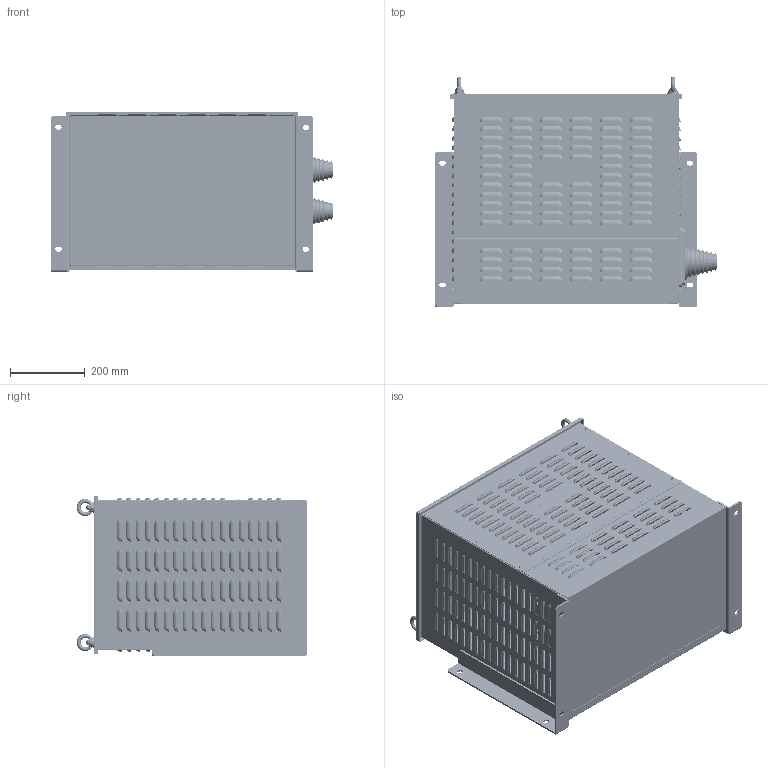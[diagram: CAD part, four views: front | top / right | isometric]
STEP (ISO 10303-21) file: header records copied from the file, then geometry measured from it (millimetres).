
FILE_DESCRIPTION (( 'STEP AP214' ), '1' );
FILE_NAME ('130B2848.STEP', '2015-02-17T15:18:22', ( 'EDV' ), ( 'Microsoft' ), 'SwSTEP 2.0', 'SolidWorks 2014', '' );
FILE_SCHEMA (( 'AUTOMOTIVE_DESIGN' ));
Length unit declared in the file: millimetre
Products named in the file (47): #020-1720; B 0908114; Befestigungswinkel BG50 gekantet; #040-1210; Wickel B 0908114; +1029-0022; #142-0041; Verguss f黵 #020-1720; +1029-0022_Dichtung; Luftspalt 3 f黵 B 0908114; M8x90-DIN84; +1029-0022_Deckel; #143-0134; M8x80-DIN84; Befestigungsschiene BG 50 quer neu; Luftspalt 2 f黵 B 0908114; plain washer grade a_din_Washer DIN 125 - A 4.3; Befestigungsschiene längs #020-1794; Luftspalt 1 f黵 B 0908114; Boden #020-1794; pan head cross recess screw_din_ISO 7045 - M4 x 8 - Z --- 8N; Frontwand oben #020-1794_Mit Kiemen; Baugruppe #020-1794_B 0908114.2; curved spring lock washer_din_Spring washer DIN 128 - A4; Frontwand unten #020-1794_Mit Kiemen; #040-1538; pan head cross recess screw_din_ISO 7045 - M4 x 10 - Z --- 10N; Gehäuseschale #020-1794_Mit Kiemen; M8x25DIN933; curved spring lock washer_din_Spring washer DIN 128 - A8; Socket Head Cap Screw_DIN_DIN 912 M5 x 20 --- 20N; plain washer large_din_Washer DIN 9021 - 8.4; 130B2848; Socket Head Cap Screw_DIN_DIN 912 M5 x 25 --- 25S; M10DIN1587; plain washer grade a_din_Washer DIN 125 - A 8.4; M10DIN582; Hex Nut Style 2 GradeAB_DIN_Hexagon Nut ISO 4033 - M6 - D - N; hex nut gradec_din_Hexagon Nut ISO 4034 - M8 - N; U10DIN9021 ...
Assembly tree (136 placements, depth 4):
  130B2848
    Baugruppe #020-1794_B 0908114.2
      Gehäuseschale #020-1794_Mit Kiemen
      Frontwand unten #020-1794_Mit Kiemen
      Frontwand oben #020-1794_Mit Kiemen
      Boden #020-1794
      Befestigungsschiene längs #020-1794  x2
      Befestigungsschiene BG 50 quer neu  x2
      +1029-0022
        +1029-0022_Deckel
        +1029-0022_Dichtung  x2
      Befestigungswinkel BG50 gekantet  x2
      Quadratrohr BG50  x2
      Deckel BG 50
      Plain Washer Grade A_DIN_Washer DIN 125 - A 10.5  x10
      U10DIN9021  x2
      Hex Nut Style 2 GradeAB_DIN_Hexagon Nut ISO 4033 - M6 - D - N  x4
      M10DIN582  x2
      M10DIN1587  x2
      Socket Head Cap Screw_DIN_DIN 912 M5 x 25 --- 25S  x2
      Socket Head Cap Screw_DIN_DIN 912 M5 x 20 --- 20N  x2
      M8x25DIN933
      #040-1538
    B 0908114
      #142-0041
      Luftspalt 1 f黵 B 0908114
      Luftspalt 2 f黵 B 0908114
      #143-0134  x15
      Luftspalt 3 f黵 B 0908114  x12
      #142-0041
      #040-1210  x2
      #020-1720
      D58  x6
      #700-1260  x3
      #700-1261  x3
      hex nut gradec_din_Hexagon Nut ISO 4034 - M8 - N  x7
      plain washer grade a_din_Washer DIN 125 - A 8.4  x8
      plain washer large_din_Washer DIN 9021 - 8.4  x6
      curved spring lock washer_din_Spring washer DIN 128 - A8
      pan head cross recess screw_din_ISO 7045 - M4 x 10 - Z --- 10N  x2
      curved spring lock washer_din_Spring washer DIN 128 - A4  x5
      pan head cross recess screw_din_ISO 7045 - M4 x 8 - Z --- 8N  x3
      plain washer grade a_din_Washer DIN 125 - A 4.3  x3
      M8x80-DIN84  x5
      M8x90-DIN84
      Verguss f黵 #020-1720
      Wickel B 0908114  x3
Bounding box: 752.5 x 615.18 x 425 mm (x, y, z)
Volume: 10361303.5 mm3; surface area: 5647355.1 mm2
Topology: 133 solids, 133 shells, 5912 faces, 15061 edges, 9490 vertices
Faces by surface type: plane 2849, torus 1324, cylinder 1257, cone 350, bspline 123, sphere 9
Full cylindrical faces by diameter (mm): 2 x6, 2.5 x4, 3.3 x2, 3.7 x6, 4 x7, 4.2 x2, 4.3 x3, 4.5 x4, 5 x66, 5.5 x4, 5.757 x1, 6 x7, 6.8 x7, 7 x2, 8 x19, 8.4 x14, 8.5 x6, 9 x3, 10 x8, 10.5 x16, 10.7 x2, 11 x16, 12 x4, 13 x6, 15.63 x2, 16 x8, 20 x10, 24 x6, 30 x2, 32.981 x2
Entity records: 158488 total; most frequent: CARTESIAN_POINT 32697, DIRECTION 27644, ORIENTED_EDGE 24184, EDGE_CURVE 12092, AXIS2_PLACEMENT_3D 11241, VERTEX_POINT 7816, CIRCLE 6548, EDGE_LOOP 5748
